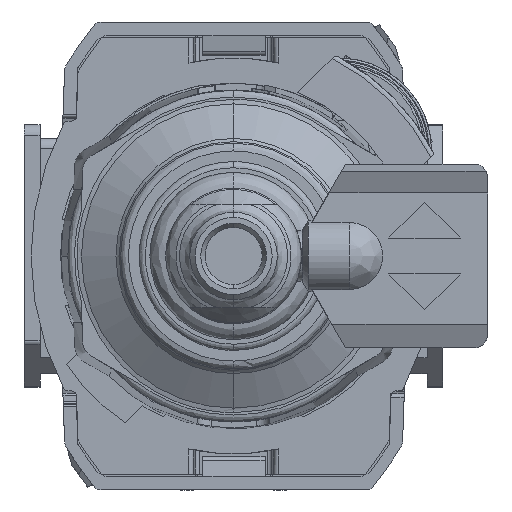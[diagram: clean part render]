
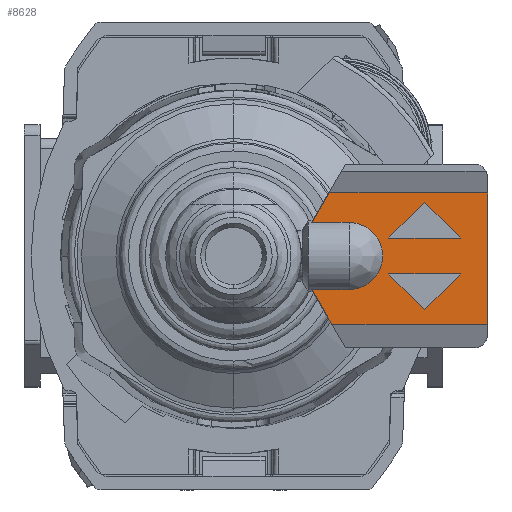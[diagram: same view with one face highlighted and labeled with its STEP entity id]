
A CAD part, front view. The second image highlights one B-rep face of the part: STEP entity #8628.
In plain terms, the highlighted planar face has unit normal (0, -1, 0).
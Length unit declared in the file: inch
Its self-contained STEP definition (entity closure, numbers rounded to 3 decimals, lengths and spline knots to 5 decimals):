
#397 = LINE ( 'NONE', #33180, #35328 ) ;
#1196 = CIRCLE ( 'NONE', #33826, 0.14658 ) ;
#1386 = EDGE_LOOP ( 'NONE', ( #25699, #4237, #28774 ) ) ;
#1479 = DIRECTION ( 'NONE',  ( -1., 0., 0. ) ) ;
#1867 = CARTESIAN_POINT ( 'NONE',  ( 1.1122, -4.24459, 0.07874 ) ) ;
#2292 = CARTESIAN_POINT ( 'NONE',  ( 0.99331, -4.24459, 0.07874 ) ) ;
#2834 = LINE ( 'NONE', #15811, #32412 ) ;
#2966 = DIRECTION ( 'NONE',  ( -1., 0., 0. ) ) ;
#3390 = CARTESIAN_POINT ( 'NONE',  ( 1.11154, -4.24459, 0.27559 ) ) ;
#3521 = VECTOR ( 'NONE', #13431, 39.37008 ) ;
#3848 = CARTESIAN_POINT ( 'NONE',  ( 1.11154, -4.24459, 0.27559 ) ) ;
#4237 = ORIENTED_EDGE ( 'NONE', *, *, #21456, .F. ) ;
#5421 = VECTOR ( 'NONE', #32081, 39.37008 ) ;
#6931 = CARTESIAN_POINT ( 'NONE',  ( 0.25764, -4.24459, 0. ) ) ;
#7563 = DIRECTION ( 'NONE',  ( 0.5, 0., 0.866 ) ) ;
#8056 = DIRECTION ( 'NONE',  ( -0.707, 0., -0.707 ) ) ;
#8253 = CARTESIAN_POINT ( 'NONE',  ( 1.1122, -4.24459, 0.27559 ) ) ;
#8290 = LINE ( 'NONE', #17645, #26868 ) ;
#8465 = DIRECTION ( 'NONE',  ( 0., 0., 1. ) ) ;
#8628 = ADVANCED_FACE ( 'NONE', ( #40483, #11348, #18444 ), #14641, .F. ) ;
#8707 = CARTESIAN_POINT ( 'NONE',  ( 0.83583, -4.24459, 0.23622 ) ) ;
#8799 = EDGE_LOOP ( 'NONE', ( #13292, #25585, #35936, #37656, #8846, #22310, #15536, #40722 ) ) ;
#8846 = ORIENTED_EDGE ( 'NONE', *, *, #37473, .F. ) ;
#10212 = EDGE_CURVE ( 'NONE', #34133, #24687, #1196, .T. ) ;
#10288 = ORIENTED_EDGE ( 'NONE', *, *, #33172, .F. ) ;
#11348 = FACE_OUTER_BOUND ( 'NONE', #8799, .T. ) ;
#11620 = VECTOR ( 'NONE', #7563, 39.37008 ) ;
#11672 = LINE ( 'NONE', #8707, #21403 ) ;
#12633 = DIRECTION ( 'NONE',  ( -0.5, 0., 0.866 ) ) ;
#13292 = ORIENTED_EDGE ( 'NONE', *, *, #10212, .F. ) ;
#13431 = DIRECTION ( 'NONE',  ( 0., 0., -1. ) ) ;
#13799 = CARTESIAN_POINT ( 'NONE',  ( 0.50512, -4.24459, 0.14658 ) ) ;
#13937 = VECTOR ( 'NONE', #34725, 39.37008 ) ;
#14620 = EDGE_CURVE ( 'NONE', #35663, #29242, #2834, .T. ) ;
#14641 = PLANE ( 'NONE',  #38492 ) ;
#14750 = EDGE_CURVE ( 'NONE', #24687, #29425, #36413, .T. ) ;
#15276 = EDGE_CURVE ( 'NONE', #16606, #18983, #38681, .T. ) ;
#15428 = VERTEX_POINT ( 'NONE', #36103 ) ;
#15536 = ORIENTED_EDGE ( 'NONE', *, *, #23895, .F. ) ;
#15811 = CARTESIAN_POINT ( 'NONE',  ( 0.42974, -4.24459, -0.29809 ) ) ;
#16093 = EDGE_CURVE ( 'NONE', #15428, #41447, #11672, .T. ) ;
#16606 = VERTEX_POINT ( 'NONE', #32237 ) ;
#17235 = CARTESIAN_POINT ( 'NONE',  ( 0.41675, -4.24459, 0.27559 ) ) ;
#17645 = CARTESIAN_POINT ( 'NONE',  ( 1.1122, -4.24459, -0.07874 ) ) ;
#17962 = EDGE_LOOP ( 'NONE', ( #38236, #10288, #34019 ) ) ;
#18444 = FACE_BOUND ( 'NONE', #17962, .T. ) ;
#18452 = DIRECTION ( 'NONE',  ( -0.707, 0., 0.707 ) ) ;
#18919 = CARTESIAN_POINT ( 'NONE',  ( 1.1122, -4.24459, -0.29809 ) ) ;
#18983 = VERTEX_POINT ( 'NONE', #22980 ) ;
#19085 = CARTESIAN_POINT ( 'NONE',  ( 0.50512, -4.24459, -0.14658 ) ) ;
#19241 = DIRECTION ( 'NONE',  ( 0., -1., 0. ) ) ;
#19615 = VERTEX_POINT ( 'NONE', #26033 ) ;
#19688 = LINE ( 'NONE', #6931, #11620 ) ;
#19837 = EDGE_CURVE ( 'NONE', #29242, #34133, #24936, .T. ) ;
#19989 = CARTESIAN_POINT ( 'NONE',  ( 0.99331, -4.24459, 0.07874 ) ) ;
#20178 = VECTOR ( 'NONE', #32818, 39.37008 ) ;
#21403 = VECTOR ( 'NONE', #8056, 39.37008 ) ;
#21427 = DIRECTION ( 'NONE',  ( 0., 1., 0. ) ) ;
#21456 = EDGE_CURVE ( 'NONE', #38930, #15428, #40805, .T. ) ;
#21889 = LINE ( 'NONE', #18919, #30014 ) ;
#22232 = EDGE_CURVE ( 'NONE', #26279, #16606, #8290, .T. ) ;
#22283 = CARTESIAN_POINT ( 'NONE',  ( 0.67835, -4.24459, -0.07874 ) ) ;
#22310 = ORIENTED_EDGE ( 'NONE', *, *, #32988, .F. ) ;
#22980 = CARTESIAN_POINT ( 'NONE',  ( 0.83583, -4.24459, -0.23622 ) ) ;
#23895 = EDGE_CURVE ( 'NONE', #29425, #32558, #19688, .T. ) ;
#24687 = VERTEX_POINT ( 'NONE', #13799 ) ;
#24749 = EDGE_CURVE ( 'NONE', #41447, #38930, #31014, .T. ) ;
#24858 = DIRECTION ( 'NONE',  ( 0.707, 0., -0.707 ) ) ;
#24936 = LINE ( 'NONE', #31537, #13937 ) ;
#25585 = ORIENTED_EDGE ( 'NONE', *, *, #19837, .F. ) ;
#25699 = ORIENTED_EDGE ( 'NONE', *, *, #16093, .F. ) ;
#26033 = CARTESIAN_POINT ( 'NONE',  ( 1.11154, -4.24459, -0.29809 ) ) ;
#26217 = CARTESIAN_POINT ( 'NONE',  ( 0.6626, -4.24459, 0.14658 ) ) ;
#26279 = VERTEX_POINT ( 'NONE', #29428 ) ;
#26367 = DIRECTION ( 'NONE',  ( 1., 0., 0. ) ) ;
#26868 = VECTOR ( 'NONE', #1479, 39.37008 ) ;
#28774 = ORIENTED_EDGE ( 'NONE', *, *, #24749, .F. ) ;
#29242 = VERTEX_POINT ( 'NONE', #32763 ) ;
#29294 = VECTOR ( 'NONE', #37181, 39.37008 ) ;
#29425 = VERTEX_POINT ( 'NONE', #41242 ) ;
#29428 = CARTESIAN_POINT ( 'NONE',  ( 0.99331, -4.24459, -0.07874 ) ) ;
#29613 = VECTOR ( 'NONE', #24858, 39.37008 ) ;
#30014 = VECTOR ( 'NONE', #2966, 39.37008 ) ;
#31007 = LINE ( 'NONE', #3848, #3521 ) ;
#31014 = LINE ( 'NONE', #1867, #29294 ) ;
#31537 = CARTESIAN_POINT ( 'NONE',  ( 0.6626, -4.24459, -0.14658 ) ) ;
#32081 = DIRECTION ( 'NONE',  ( 0.707, 0., 0.707 ) ) ;
#32235 = DIRECTION ( 'NONE',  ( 0., 0., -1. ) ) ;
#32237 = CARTESIAN_POINT ( 'NONE',  ( 0.67835, -4.24459, -0.07874 ) ) ;
#32412 = VECTOR ( 'NONE', #12633, 39.37008 ) ;
#32558 = VERTEX_POINT ( 'NONE', #17235 ) ;
#32763 = CARTESIAN_POINT ( 'NONE',  ( 0.34226, -4.24459, -0.14658 ) ) ;
#32818 = DIRECTION ( 'NONE',  ( -1., 0., 0. ) ) ;
#32975 = VERTEX_POINT ( 'NONE', #3390 ) ;
#32988 = EDGE_CURVE ( 'NONE', #32558, #32975, #397, .T. ) ;
#33172 = EDGE_CURVE ( 'NONE', #18983, #26279, #38666, .T. ) ;
#33180 = CARTESIAN_POINT ( 'NONE',  ( 1.1122, -4.24459, 0.27559 ) ) ;
#33826 = AXIS2_PLACEMENT_3D ( 'NONE', #35214, #19241, #32235 ) ;
#34019 = ORIENTED_EDGE ( 'NONE', *, *, #15276, .F. ) ;
#34133 = VERTEX_POINT ( 'NONE', #19085 ) ;
#34725 = DIRECTION ( 'NONE',  ( 1., 0., 0. ) ) ;
#34845 = CARTESIAN_POINT ( 'NONE',  ( 0.83583, -4.24459, -0.23622 ) ) ;
#35214 = CARTESIAN_POINT ( 'NONE',  ( 0.50512, -4.24459, 0. ) ) ;
#35328 = VECTOR ( 'NONE', #26367, 39.37008 ) ;
#35663 = VERTEX_POINT ( 'NONE', #41402 ) ;
#35936 = ORIENTED_EDGE ( 'NONE', *, *, #14620, .F. ) ;
#36103 = CARTESIAN_POINT ( 'NONE',  ( 0.83583, -4.24459, 0.23622 ) ) ;
#36413 = LINE ( 'NONE', #26217, #20178 ) ;
#37008 = VECTOR ( 'NONE', #18452, 39.37008 ) ;
#37181 = DIRECTION ( 'NONE',  ( 1., 0., 0. ) ) ;
#37473 = EDGE_CURVE ( 'NONE', #32975, #19615, #31007, .T. ) ;
#37656 = ORIENTED_EDGE ( 'NONE', *, *, #41932, .F. ) ;
#37920 = CARTESIAN_POINT ( 'NONE',  ( 0.67835, -4.24459, 0.07874 ) ) ;
#38236 = ORIENTED_EDGE ( 'NONE', *, *, #22232, .F. ) ;
#38492 = AXIS2_PLACEMENT_3D ( 'NONE', #8253, #21427, #8465 ) ;
#38666 = LINE ( 'NONE', #34845, #5421 ) ;
#38681 = LINE ( 'NONE', #22283, #29613 ) ;
#38930 = VERTEX_POINT ( 'NONE', #19989 ) ;
#40483 = FACE_BOUND ( 'NONE', #1386, .T. ) ;
#40722 = ORIENTED_EDGE ( 'NONE', *, *, #14750, .F. ) ;
#40805 = LINE ( 'NONE', #2292, #37008 ) ;
#41242 = CARTESIAN_POINT ( 'NONE',  ( 0.34226, -4.24459, 0.14658 ) ) ;
#41402 = CARTESIAN_POINT ( 'NONE',  ( 0.42974, -4.24459, -0.29809 ) ) ;
#41447 = VERTEX_POINT ( 'NONE', #37920 ) ;
#41932 = EDGE_CURVE ( 'NONE', #19615, #35663, #21889, .T. ) ;
